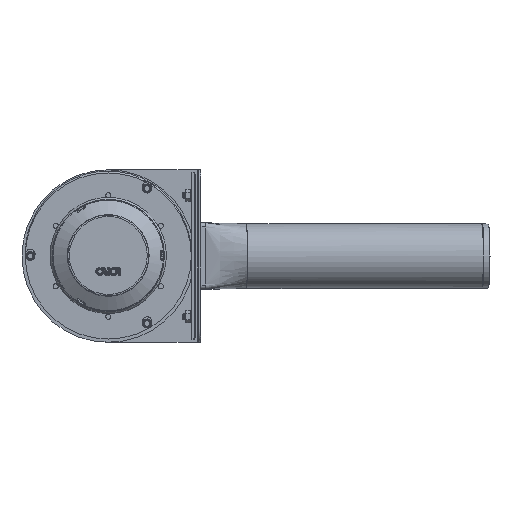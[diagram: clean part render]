
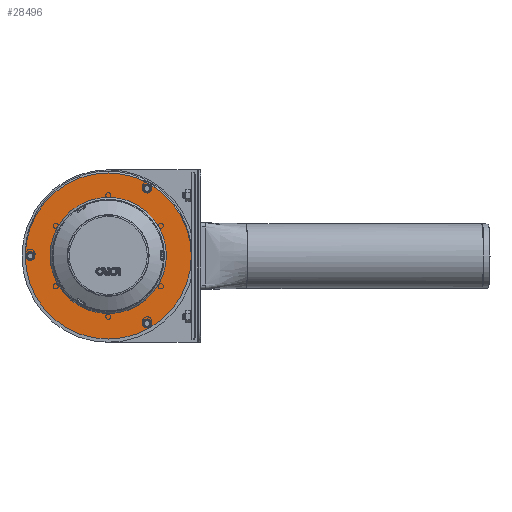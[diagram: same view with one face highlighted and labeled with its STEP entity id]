
A CAD part, top view. The second image highlights one B-rep face of the part: STEP entity #28496.
In plain terms, the highlighted planar face has unit normal (0, 0, 1).
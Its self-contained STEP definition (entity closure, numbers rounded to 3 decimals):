
#556=FACE_BOUND('',#5225,.T.);
#557=FACE_BOUND('',#5226,.T.);
#558=FACE_BOUND('',#5227,.T.);
#559=FACE_BOUND('',#5228,.T.);
#1635=CIRCLE('',#30511,4.);
#1637=CIRCLE('',#30514,84.5);
#1639=CIRCLE('',#30517,4.);
#1641=CIRCLE('',#30520,4.);
#1643=CIRCLE('',#30523,130.);
#3618=FACE_OUTER_BOUND('',#5224,.T.);
#5224=EDGE_LOOP('',(#20659));
#5225=EDGE_LOOP('',(#20660));
#5226=EDGE_LOOP('',(#20661));
#5227=EDGE_LOOP('',(#20662));
#5228=EDGE_LOOP('',(#20663));
#12018=VERTEX_POINT('',#49476);
#12020=VERTEX_POINT('',#49482);
#12022=VERTEX_POINT('',#49488);
#12024=VERTEX_POINT('',#49494);
#12026=VERTEX_POINT('',#49500);
#15218=EDGE_CURVE('',#12018,#12018,#1635,.T.);
#15221=EDGE_CURVE('',#12020,#12020,#1637,.T.);
#15224=EDGE_CURVE('',#12022,#12022,#1639,.T.);
#15227=EDGE_CURVE('',#12024,#12024,#1641,.T.);
#15230=EDGE_CURVE('',#12026,#12026,#1643,.T.);
#20659=ORIENTED_EDGE('',*,*,#15230,.T.);
#20660=ORIENTED_EDGE('',*,*,#15227,.T.);
#20661=ORIENTED_EDGE('',*,*,#15224,.T.);
#20662=ORIENTED_EDGE('',*,*,#15221,.T.);
#20663=ORIENTED_EDGE('',*,*,#15218,.T.);
#27159=PLANE('',#30525);
#28496=ADVANCED_FACE('',(#3618,#556,#557,#558,#559),#27159,.T.);
#30511=AXIS2_PLACEMENT_3D('',#49478,#35202,#35203);
#30514=AXIS2_PLACEMENT_3D('',#49484,#35209,#35210);
#30517=AXIS2_PLACEMENT_3D('',#49490,#35216,#35217);
#30520=AXIS2_PLACEMENT_3D('',#49496,#35223,#35224);
#30523=AXIS2_PLACEMENT_3D('',#49502,#35230,#35231);
#30525=AXIS2_PLACEMENT_3D('',#49504,#35234,#35235);
#35202=DIRECTION('center_axis',(0.,0.,-1.));
#35203=DIRECTION('ref_axis',(0.,1.,0.));
#35209=DIRECTION('center_axis',(0.,0.,-1.));
#35210=DIRECTION('ref_axis',(0.,-1.,0.));
#35216=DIRECTION('center_axis',(0.,0.,-1.));
#35217=DIRECTION('ref_axis',(0.,-1.,0.));
#35223=DIRECTION('center_axis',(0.,0.,-1.));
#35224=DIRECTION('ref_axis',(0.,-1.,0.));
#35230=DIRECTION('center_axis',(0.,0.,1.));
#35231=DIRECTION('ref_axis',(0.,-1.,0.));
#35234=DIRECTION('center_axis',(0.,0.,1.));
#35235=DIRECTION('ref_axis',(-1.,0.,0.));
#49476=CARTESIAN_POINT('',(196.,101.655,29.5));
#49478=CARTESIAN_POINT('Origin',(196.,105.655,29.5));
#49482=CARTESIAN_POINT('',(135.,84.5,29.5));
#49484=CARTESIAN_POINT('Origin',(135.,0.,29.5));
#49488=CARTESIAN_POINT('',(13.,4.,29.5));
#49490=CARTESIAN_POINT('Origin',(13.,0.,29.5));
#49494=CARTESIAN_POINT('',(196.,-101.655,29.5));
#49496=CARTESIAN_POINT('Origin',(196.,-105.655,29.5));
#49500=CARTESIAN_POINT('',(135.,130.,29.5));
#49502=CARTESIAN_POINT('Origin',(135.,0.,29.5));
#49504=CARTESIAN_POINT('Origin',(135.,0.,29.5));
